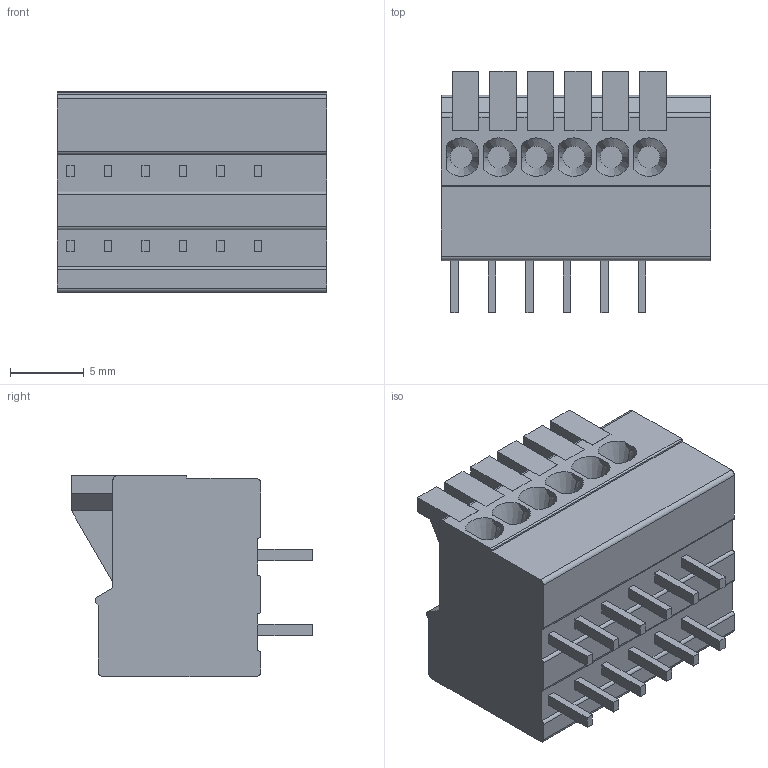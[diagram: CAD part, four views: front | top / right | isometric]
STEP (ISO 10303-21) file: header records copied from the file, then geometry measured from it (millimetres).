
FILE_DESCRIPTION((''),'2;1');
FILE_NAME('C-1-2834016-6','2017-02-17T',('workeradm'),('Tyco Electronics Ltd.'),'CREO PARAMETRIC BY PTC INC, 2016050','CREO PARAMETRIC BY PTC INC, 2016050','');
FILE_SCHEMA(('AUTOMOTIVE_DESIGN { 1 0 10303 214 1 1 1 1 }'));
Length unit declared in the file: millimetre
Products named in the file (1): C-1-2834016-6
Bounding box: 18.24 x 16.3 x 13.6 mm (x, y, z)
Volume: 2608 mm3; surface area: 1552.7 mm2
Topology: 1 solids, 1 shells, 177 faces, 465 edges, 308 vertices
Faces by surface type: plane 145, cylinder 20, cone 12
Entity records: 5663 total; most frequent: CARTESIAN_POINT 1224, ORIENTED_EDGE 930, DIRECTION 859, EDGE_CURVE 465, VECTOR 377, LINE 377, VERTEX_POINT 308, AXIS2_PLACEMENT_3D 241
